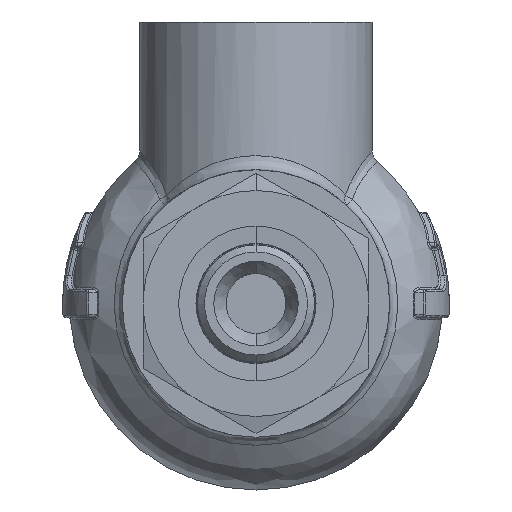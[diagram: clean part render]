
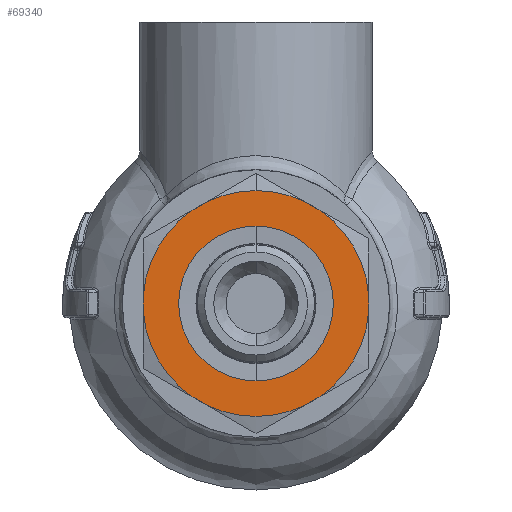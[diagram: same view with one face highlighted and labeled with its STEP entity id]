
A CAD part, front view. The second image highlights one B-rep face of the part: STEP entity #69340.
In plain terms, the highlighted planar face has unit normal (0, -1, 0).
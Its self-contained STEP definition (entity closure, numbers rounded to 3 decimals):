
#227 = CARTESIAN_POINT ( 'NONE',  ( 9.096, -13., -13.223 ) ) ;
#4898 = VECTOR ( 'NONE', #60143, 1000. ) ;
#5463 = ORIENTED_EDGE ( 'NONE', *, *, #33365, .F. ) ;
#5497 = ORIENTED_EDGE ( 'NONE', *, *, #20764, .F. ) ;
#5999 = AXIS2_PLACEMENT_3D ( 'NONE', #41251, #28641, #34673 ) ;
#7931 = CARTESIAN_POINT ( 'NONE',  ( -16., -13., 1.266 ) ) ;
#8971 = CIRCLE ( 'NONE', #9173, 16.05 ) ;
#9173 = AXIS2_PLACEMENT_3D ( 'NONE', #37594, #44203, #43134 ) ;
#9412 = DIRECTION ( 'NONE',  ( 0., -1., 0. ) ) ;
#9512 = CARTESIAN_POINT ( 'NONE',  ( 16., -13., 1.266 ) ) ;
#10035 = VECTOR ( 'NONE', #53760, 1000. ) ;
#11587 = VECTOR ( 'NONE', #27741, 1000. ) ;
#11609 = ORIENTED_EDGE ( 'NONE', *, *, #74959, .T. ) ;
#11977 = LINE ( 'NONE', #72102, #10035 ) ;
#12033 = CARTESIAN_POINT ( 'NONE',  ( 16., -13., -9.238 ) ) ;
#12189 = VERTEX_POINT ( 'NONE', #7931 ) ;
#12515 = AXIS2_PLACEMENT_3D ( 'NONE', #80571, #18018, #74531 ) ;
#12818 = EDGE_CURVE ( 'NONE', #62549, #21780, #64078, .T. ) ;
#13681 = EDGE_CURVE ( 'NONE', #28074, #21780, #80642, .T. ) ;
#14445 = EDGE_CURVE ( 'NONE', #69715, #47287, #55097, .T. ) ;
#15295 = CARTESIAN_POINT ( 'NONE',  ( 9.096, -13., 13.223 ) ) ;
#15486 = CARTESIAN_POINT ( 'NONE',  ( 6.904, -13., 14.489 ) ) ;
#17144 = DIRECTION ( 'NONE',  ( 0., -1., 0. ) ) ;
#17180 = DIRECTION ( 'NONE',  ( 0., -1., 0. ) ) ;
#17482 = EDGE_LOOP ( 'NONE', ( #33392, #23424, #26518, #66863, #31487, #5463, #51601, #41889, #11609, #36101, #5497, #63813, #24604 ) ) ;
#17993 = AXIS2_PLACEMENT_3D ( 'NONE', #50792, #57627, #70490 ) ;
#18018 = DIRECTION ( 'NONE',  ( 0., 1., 0. ) ) ;
#19023 = CARTESIAN_POINT ( 'NONE',  ( 16., -13., -1.266 ) ) ;
#20255 = DIRECTION ( 'NONE',  ( -0.866, 0., -0.5 ) ) ;
#20318 = FACE_BOUND ( 'NONE', #42363, .T. ) ;
#20764 = EDGE_CURVE ( 'NONE', #49743, #28368, #32337, .T. ) ;
#21291 = AXIS2_PLACEMENT_3D ( 'NONE', #70417, #70164, #33088 ) ;
#21780 = VERTEX_POINT ( 'NONE', #46974 ) ;
#23424 = ORIENTED_EDGE ( 'NONE', *, *, #12818, .F. ) ;
#24051 = CARTESIAN_POINT ( 'NONE',  ( -6.904, -13., 14.489 ) ) ;
#24604 = ORIENTED_EDGE ( 'NONE', *, *, #56411, .F. ) ;
#25208 = CARTESIAN_POINT ( 'NONE',  ( -9.096, -13., 13.223 ) ) ;
#25592 = DIRECTION ( 'NONE',  ( 0., 0., 1. ) ) ;
#26399 = DIRECTION ( 'NONE',  ( 0., 1., 0. ) ) ;
#26518 = ORIENTED_EDGE ( 'NONE', *, *, #33087, .T. ) ;
#26879 = AXIS2_PLACEMENT_3D ( 'NONE', #57951, #26399, #25592 ) ;
#27741 = DIRECTION ( 'NONE',  ( 0.866, 0., -0.5 ) ) ;
#27783 = CARTESIAN_POINT ( 'NONE',  ( 0., -13., 0. ) ) ;
#27999 = CARTESIAN_POINT ( 'NONE',  ( 0., -13., 18.475 ) ) ;
#28074 = VERTEX_POINT ( 'NONE', #75919 ) ;
#28186 = FACE_OUTER_BOUND ( 'NONE', #17482, .T. ) ;
#28368 = VERTEX_POINT ( 'NONE', #24051 ) ;
#28641 = DIRECTION ( 'NONE',  ( 0., -1., 0. ) ) ;
#28963 = CARTESIAN_POINT ( 'NONE',  ( 0., -13., 11. ) ) ;
#29701 = EDGE_CURVE ( 'NONE', #52721, #80717, #64133, .T. ) ;
#29947 = AXIS2_PLACEMENT_3D ( 'NONE', #45475, #33359, #51786 ) ;
#31487 = ORIENTED_EDGE ( 'NONE', *, *, #14445, .T. ) ;
#31628 = EDGE_CURVE ( 'NONE', #52274, #56300, #34631, .T. ) ;
#32337 = LINE ( 'NONE', #42248, #4898 ) ;
#33087 = EDGE_CURVE ( 'NONE', #62549, #65588, #40847, .T. ) ;
#33088 = DIRECTION ( 'NONE',  ( 0., 0., 1. ) ) ;
#33359 = DIRECTION ( 'NONE',  ( 0., -1., 0. ) ) ;
#33365 = EDGE_CURVE ( 'NONE', #80717, #47287, #72270, .T. ) ;
#33392 = ORIENTED_EDGE ( 'NONE', *, *, #13681, .T. ) ;
#34631 = CIRCLE ( 'NONE', #17993, 11. ) ;
#34673 = DIRECTION ( 'NONE',  ( 0., 0., 1. ) ) ;
#35926 = ORIENTED_EDGE ( 'NONE', *, *, #31628, .T. ) ;
#36101 = ORIENTED_EDGE ( 'NONE', *, *, #80690, .T. ) ;
#36743 = EDGE_CURVE ( 'NONE', #69715, #65588, #37762, .T. ) ;
#37594 = CARTESIAN_POINT ( 'NONE',  ( 0., -13., 0. ) ) ;
#37712 = DIRECTION ( 'NONE',  ( -0.866, 0., 0.5 ) ) ;
#37762 = LINE ( 'NONE', #12033, #43717 ) ;
#38397 = AXIS2_PLACEMENT_3D ( 'NONE', #27783, #9412, #40938 ) ;
#40847 = CIRCLE ( 'NONE', #5999, 16.05 ) ;
#40938 = DIRECTION ( 'NONE',  ( 0., 0., 1. ) ) ;
#41251 = CARTESIAN_POINT ( 'NONE',  ( 0., -13., 0. ) ) ;
#41863 = EDGE_CURVE ( 'NONE', #49743, #12189, #8971, .T. ) ;
#41889 = ORIENTED_EDGE ( 'NONE', *, *, #48296, .F. ) ;
#42248 = CARTESIAN_POINT ( 'NONE',  ( -16., -13., 9.238 ) ) ;
#42363 = EDGE_LOOP ( 'NONE', ( #35926, #69537 ) ) ;
#43134 = DIRECTION ( 'NONE',  ( 0., 0., 1. ) ) ;
#43152 = AXIS2_PLACEMENT_3D ( 'NONE', #61624, #17144, #67921 ) ;
#43717 = VECTOR ( 'NONE', #20255, 1000. ) ;
#44203 = DIRECTION ( 'NONE',  ( 0., -1., 0. ) ) ;
#45023 = VERTEX_POINT ( 'NONE', #75270 ) ;
#45475 = CARTESIAN_POINT ( 'NONE',  ( 0., -13., 0. ) ) ;
#46206 = VERTEX_POINT ( 'NONE', #15486 ) ;
#46974 = CARTESIAN_POINT ( 'NONE',  ( -9.096, -13., -13.223 ) ) ;
#47287 = VERTEX_POINT ( 'NONE', #19023 ) ;
#47607 = EDGE_CURVE ( 'NONE', #56300, #52274, #58670, .T. ) ;
#48103 = CIRCLE ( 'NONE', #21291, 16.05 ) ;
#48296 = EDGE_CURVE ( 'NONE', #46206, #52721, #68541, .T. ) ;
#48707 = CARTESIAN_POINT ( 'NONE',  ( 0., -13., -18.475 ) ) ;
#49743 = VERTEX_POINT ( 'NONE', #25208 ) ;
#50792 = CARTESIAN_POINT ( 'NONE',  ( 0., -13., 0. ) ) ;
#51601 = ORIENTED_EDGE ( 'NONE', *, *, #29701, .F. ) ;
#51786 = DIRECTION ( 'NONE',  ( 0., 0., 1. ) ) ;
#52274 = VERTEX_POINT ( 'NONE', #57224 ) ;
#52721 = VERTEX_POINT ( 'NONE', #15295 ) ;
#53292 = CARTESIAN_POINT ( 'NONE',  ( 6.904, -13., -14.489 ) ) ;
#53760 = DIRECTION ( 'NONE',  ( 0., 0., 1. ) ) ;
#54613 = CIRCLE ( 'NONE', #29947, 16.05 ) ;
#55097 = CIRCLE ( 'NONE', #38397, 16.05 ) ;
#55273 = DIRECTION ( 'NONE',  ( 0., 0., -1. ) ) ;
#56300 = VERTEX_POINT ( 'NONE', #61808 ) ;
#56411 = EDGE_CURVE ( 'NONE', #28074, #12189, #11977, .T. ) ;
#57224 = CARTESIAN_POINT ( 'NONE',  ( 0., -13., 11. ) ) ;
#57627 = DIRECTION ( 'NONE',  ( 0., 1., 0. ) ) ;
#57951 = CARTESIAN_POINT ( 'NONE',  ( 0., -13., 0. ) ) ;
#58670 = CIRCLE ( 'NONE', #12515, 11. ) ;
#60143 = DIRECTION ( 'NONE',  ( 0.866, 0., 0.5 ) ) ;
#61388 = PLANE ( 'NONE',  #71500 ) ;
#61624 = CARTESIAN_POINT ( 'NONE',  ( 0., -13., 0. ) ) ;
#61808 = CARTESIAN_POINT ( 'NONE',  ( 0., -13., -11. ) ) ;
#62432 = CARTESIAN_POINT ( 'NONE',  ( 16., -13., 9.238 ) ) ;
#62549 = VERTEX_POINT ( 'NONE', #75672 ) ;
#63813 = ORIENTED_EDGE ( 'NONE', *, *, #41863, .T. ) ;
#64078 = LINE ( 'NONE', #48707, #73792 ) ;
#64133 = CIRCLE ( 'NONE', #26879, 16.05 ) ;
#65588 = VERTEX_POINT ( 'NONE', #53292 ) ;
#66863 = ORIENTED_EDGE ( 'NONE', *, *, #36743, .F. ) ;
#67921 = DIRECTION ( 'NONE',  ( 0., 0., 1. ) ) ;
#68541 = LINE ( 'NONE', #27999, #11587 ) ;
#69340 = ADVANCED_FACE ( 'NONE', ( #28186, #20318 ), #61388, .T. ) ;
#69537 = ORIENTED_EDGE ( 'NONE', *, *, #47607, .T. ) ;
#69715 = VERTEX_POINT ( 'NONE', #227 ) ;
#70164 = DIRECTION ( 'NONE',  ( 0., -1., 0. ) ) ;
#70417 = CARTESIAN_POINT ( 'NONE',  ( 0., -13., 0. ) ) ;
#70490 = DIRECTION ( 'NONE',  ( 0., 0., 1. ) ) ;
#71294 = VECTOR ( 'NONE', #55273, 1000. ) ;
#71500 = AXIS2_PLACEMENT_3D ( 'NONE', #28963, #17180, #72880 ) ;
#72102 = CARTESIAN_POINT ( 'NONE',  ( -16., -13., -9.238 ) ) ;
#72270 = LINE ( 'NONE', #62432, #71294 ) ;
#72880 = DIRECTION ( 'NONE',  ( 0., 0., -1. ) ) ;
#73792 = VECTOR ( 'NONE', #37712, 1000. ) ;
#74531 = DIRECTION ( 'NONE',  ( 0., 0., 1. ) ) ;
#74959 = EDGE_CURVE ( 'NONE', #46206, #45023, #48103, .T. ) ;
#75270 = CARTESIAN_POINT ( 'NONE',  ( 0., -13., 16.05 ) ) ;
#75672 = CARTESIAN_POINT ( 'NONE',  ( -6.904, -13., -14.489 ) ) ;
#75919 = CARTESIAN_POINT ( 'NONE',  ( -16., -13., -1.266 ) ) ;
#80571 = CARTESIAN_POINT ( 'NONE',  ( 0., -13., 0. ) ) ;
#80642 = CIRCLE ( 'NONE', #43152, 16.05 ) ;
#80690 = EDGE_CURVE ( 'NONE', #45023, #28368, #54613, .T. ) ;
#80717 = VERTEX_POINT ( 'NONE', #9512 ) ;
